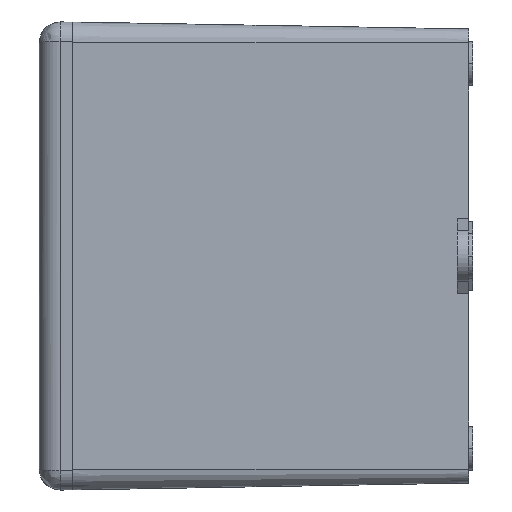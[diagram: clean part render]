
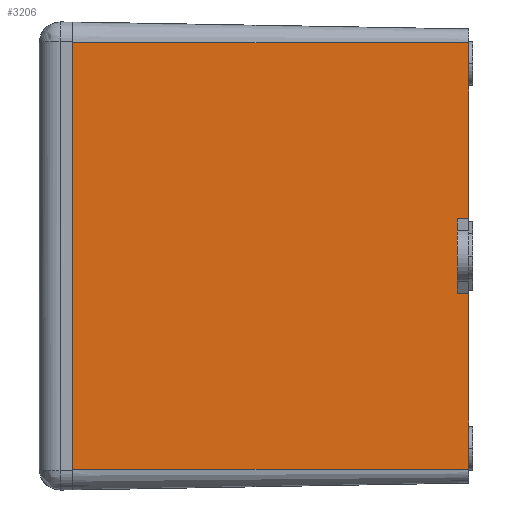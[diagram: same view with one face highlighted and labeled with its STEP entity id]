
A CAD part, front view. The second image highlights one B-rep face of the part: STEP entity #3206.
In plain terms, the highlighted face is planar.
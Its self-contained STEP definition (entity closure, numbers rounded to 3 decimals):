
#53 = AXIS2_PLACEMENT_3D ( 'NONE', #2265, #2603, #5568 ) ;
#70 = DIRECTION ( 'NONE',  ( -0.017, -0.005, -1. ) ) ;
#75 = DIRECTION ( 'NONE',  ( 0., -1., 0. ) ) ;
#118 = CARTESIAN_POINT ( 'NONE',  ( -82.004, 77., 143. ) ) ;
#189 = EDGE_CURVE ( 'NONE', #741, #3468, #4199, .T. ) ;
#194 = CARTESIAN_POINT ( 'NONE',  ( -84.5, 77., 0. ) ) ;
#225 = VECTOR ( 'NONE', #75, 1000. ) ;
#445 = CARTESIAN_POINT ( 'NONE',  ( -84.508, -12.799, -0.438 ) ) ;
#450 = VERTEX_POINT ( 'NONE', #5850 ) ;
#741 = VERTEX_POINT ( 'NONE', #3242 ) ;
#753 = ORIENTED_EDGE ( 'NONE', *, *, #2874, .F. ) ;
#931 = VECTOR ( 'NONE', #5499, 1000. ) ;
#1188 = EDGE_CURVE ( 'NONE', #3468, #5606, #3354, .T. ) ;
#1224 = LINE ( 'NONE', #118, #6886 ) ;
#1595 = ORIENTED_EDGE ( 'NONE', *, *, #5612, .F. ) ;
#1656 = LINE ( 'NONE', #7401, #4572 ) ;
#1775 = VECTOR ( 'NONE', #5543, 1000. ) ;
#1970 = CARTESIAN_POINT ( 'NONE',  ( -82.004, 13.499, 143. ) ) ;
#2047 = FACE_OUTER_BOUND ( 'NONE', #6213, .T. ) ;
#2265 = CARTESIAN_POINT ( 'NONE',  ( -84.5, 77., 0. ) ) ;
#2389 = CARTESIAN_POINT ( 'NONE',  ( -84.5, -77., 0. ) ) ;
#2466 = ORIENTED_EDGE ( 'NONE', *, *, #5503, .F. ) ;
#2518 = LINE ( 'NONE', #4484, #931 ) ;
#2556 = VERTEX_POINT ( 'NONE', #3086 ) ;
#2558 = DIRECTION ( 'NONE',  ( 0., -1., 0. ) ) ;
#2594 = ORIENTED_EDGE ( 'NONE', *, *, #5940, .F. ) ;
#2603 = DIRECTION ( 'NONE',  ( -1., 0., 0.017 ) ) ;
#2874 = EDGE_CURVE ( 'NONE', #5693, #450, #2518, .T. ) ;
#2966 = LINE ( 'NONE', #5394, #1775 ) ;
#3059 = EDGE_CURVE ( 'NONE', #450, #5606, #2966, .T. ) ;
#3086 = CARTESIAN_POINT ( 'NONE',  ( -82.074, 13.479, 139. ) ) ;
#3093 = CARTESIAN_POINT ( 'NONE',  ( -84.5, 77., 0. ) ) ;
#3120 = CARTESIAN_POINT ( 'NONE',  ( -84.5, 77., 0. ) ) ;
#3206 = ADVANCED_FACE ( 'NONE', ( #2047 ), #4611, .T. ) ;
#3242 = CARTESIAN_POINT ( 'NONE',  ( -82.004, 77., 143. ) ) ;
#3354 = LINE ( 'NONE', #3093, #225 ) ;
#3405 = CARTESIAN_POINT ( 'NONE',  ( -82.074, -13.479, 139. ) ) ;
#3468 = VERTEX_POINT ( 'NONE', #194 ) ;
#3580 = DIRECTION ( 'NONE',  ( -0.017, 0., -1. ) ) ;
#3961 = EDGE_CURVE ( 'NONE', #741, #5710, #1224, .T. ) ;
#4199 = LINE ( 'NONE', #3120, #7107 ) ;
#4219 = CARTESIAN_POINT ( 'NONE',  ( -84.495, 12.802, 0.313 ) ) ;
#4362 = ORIENTED_EDGE ( 'NONE', *, *, #189, .T. ) ;
#4484 = CARTESIAN_POINT ( 'NONE',  ( -82.004, 77., 143. ) ) ;
#4517 = VERTEX_POINT ( 'NONE', #3405 ) ;
#4564 = LINE ( 'NONE', #445, #6150 ) ;
#4572 = VECTOR ( 'NONE', #2558, 1000. ) ;
#4611 = PLANE ( 'NONE',  #53 ) ;
#5036 = ORIENTED_EDGE ( 'NONE', *, *, #3059, .F. ) ;
#5226 = LINE ( 'NONE', #4219, #5408 ) ;
#5394 = CARTESIAN_POINT ( 'NONE',  ( -84.5, -77., 0. ) ) ;
#5408 = VECTOR ( 'NONE', #70, 1000. ) ;
#5457 = DIRECTION ( 'NONE',  ( 0.017, -0.005, 1. ) ) ;
#5499 = DIRECTION ( 'NONE',  ( 0., -1., 0. ) ) ;
#5503 = EDGE_CURVE ( 'NONE', #2556, #4517, #1656, .T. ) ;
#5543 = DIRECTION ( 'NONE',  ( -0.017, 0., -1. ) ) ;
#5568 = DIRECTION ( 'NONE',  ( 0.017, 0., 1. ) ) ;
#5606 = VERTEX_POINT ( 'NONE', #2389 ) ;
#5612 = EDGE_CURVE ( 'NONE', #5710, #2556, #5226, .T. ) ;
#5693 = VERTEX_POINT ( 'NONE', #7430 ) ;
#5710 = VERTEX_POINT ( 'NONE', #1970 ) ;
#5850 = CARTESIAN_POINT ( 'NONE',  ( -82.004, -77., 143. ) ) ;
#5940 = EDGE_CURVE ( 'NONE', #4517, #5693, #4564, .T. ) ;
#6150 = VECTOR ( 'NONE', #5457, 1000. ) ;
#6213 = EDGE_LOOP ( 'NONE', ( #1595, #6690, #4362, #6393, #5036, #753, #2594, #2466 ) ) ;
#6393 = ORIENTED_EDGE ( 'NONE', *, *, #1188, .T. ) ;
#6690 = ORIENTED_EDGE ( 'NONE', *, *, #3961, .F. ) ;
#6755 = DIRECTION ( 'NONE',  ( 0., -1., 0. ) ) ;
#6886 = VECTOR ( 'NONE', #6755, 1000. ) ;
#7107 = VECTOR ( 'NONE', #3580, 1000. ) ;
#7401 = CARTESIAN_POINT ( 'NONE',  ( -82.074, 77., 139. ) ) ;
#7430 = CARTESIAN_POINT ( 'NONE',  ( -82.004, -13.499, 143. ) ) ;
